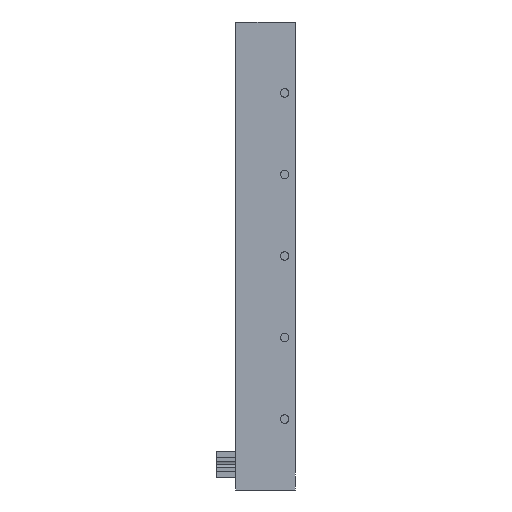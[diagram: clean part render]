
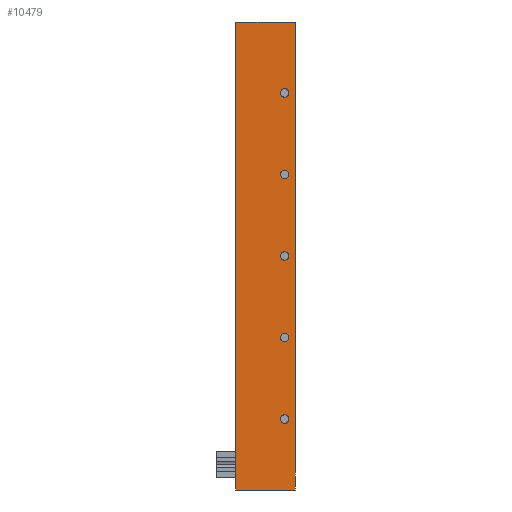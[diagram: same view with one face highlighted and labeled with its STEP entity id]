
A CAD part, left-side view. The second image highlights one B-rep face of the part: STEP entity #10479.
In plain terms, the highlighted planar face has unit normal (-1, 0, 0).
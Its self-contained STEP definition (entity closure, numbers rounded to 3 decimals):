
#88 = EDGE_CURVE ( 'NONE', #9069, #9630, #8015, .T. ) ;
#103 = CIRCLE ( 'NONE', #3688, 2. ) ;
#152 = CARTESIAN_POINT ( 'NONE',  ( -30.5, -5., -150.333 ) ) ;
#179 = AXIS2_PLACEMENT_3D ( 'NONE', #2639, #8055, #13992 ) ;
#416 = FACE_OUTER_BOUND ( 'NONE', #4877, .T. ) ;
#422 = ORIENTED_EDGE ( 'NONE', *, *, #88, .F. ) ;
#512 = AXIS2_PLACEMENT_3D ( 'NONE', #12309, #8921, #6578 ) ;
#759 = CARTESIAN_POINT ( 'NONE',  ( -30.5, 18., 0. ) ) ;
#858 = DIRECTION ( 'NONE',  ( -1., 0., 0. ) ) ;
#920 = EDGE_LOOP ( 'NONE', ( #14460, #1324 ) ) ;
#1139 = DIRECTION ( 'NONE',  ( -1., 0., 0. ) ) ;
#1224 = ORIENTED_EDGE ( 'NONE', *, *, #1741, .T. ) ;
#1281 = VECTOR ( 'NONE', #4515, 1000. ) ;
#1324 = ORIENTED_EDGE ( 'NONE', *, *, #10253, .F. ) ;
#1506 = CARTESIAN_POINT ( 'NONE',  ( -30.5, -5., -184.667 ) ) ;
#1535 = AXIS2_PLACEMENT_3D ( 'NONE', #14854, #858, #2200 ) ;
#1548 = DIRECTION ( 'NONE',  ( 0., 0., 1. ) ) ;
#1616 = ORIENTED_EDGE ( 'NONE', *, *, #9812, .F. ) ;
#1741 = EDGE_CURVE ( 'NONE', #8083, #12311, #13473, .T. ) ;
#1793 = EDGE_CURVE ( 'NONE', #13002, #11627, #103, .T. ) ;
#2105 = EDGE_CURVE ( 'NONE', #6857, #11601, #13545, .T. ) ;
#2200 = DIRECTION ( 'NONE',  ( 0., 0., 1. ) ) ;
#2252 = CARTESIAN_POINT ( 'NONE',  ( -30.5, -5., -69.667 ) ) ;
#2268 = ORIENTED_EDGE ( 'NONE', *, *, #12824, .T. ) ;
#2639 = CARTESIAN_POINT ( 'NONE',  ( -30.5, -5., -148.333 ) ) ;
#2759 = CARTESIAN_POINT ( 'NONE',  ( -30.5, 18., -220. ) ) ;
#3031 = CARTESIAN_POINT ( 'NONE',  ( -30.5, -5., -112. ) ) ;
#3071 = LINE ( 'NONE', #759, #7772 ) ;
#3498 = CARTESIAN_POINT ( 'NONE',  ( -30.5, 18., 0. ) ) ;
#3688 = AXIS2_PLACEMENT_3D ( 'NONE', #13401, #1139, #5481 ) ;
#3866 = DIRECTION ( 'NONE',  ( -1., 0., 0. ) ) ;
#3921 = AXIS2_PLACEMENT_3D ( 'NONE', #7882, #7807, #11047 ) ;
#3923 = FACE_BOUND ( 'NONE', #6340, .T. ) ;
#3962 = CIRCLE ( 'NONE', #10462, 2. ) ;
#4129 = EDGE_CURVE ( 'NONE', #5725, #8083, #9613, .T. ) ;
#4273 = CARTESIAN_POINT ( 'NONE',  ( -30.5, -5., -146.333 ) ) ;
#4287 = ORIENTED_EDGE ( 'NONE', *, *, #4129, .T. ) ;
#4288 = CARTESIAN_POINT ( 'NONE',  ( -30.5, -10., -220. ) ) ;
#4515 = DIRECTION ( 'NONE',  ( 0., 0., 1. ) ) ;
#4517 = DIRECTION ( 'NONE',  ( 0., 0., 1. ) ) ;
#4693 = CARTESIAN_POINT ( 'NONE',  ( -30.5, -5., -33.333 ) ) ;
#4709 = AXIS2_PLACEMENT_3D ( 'NONE', #6765, #14692, #12569 ) ;
#4740 = CIRCLE ( 'NONE', #7878, 2. ) ;
#4824 = DIRECTION ( 'NONE',  ( 0., -1., 0. ) ) ;
#4877 = EDGE_LOOP ( 'NONE', ( #1224, #5825, #2268, #4287 ) ) ;
#5206 = EDGE_CURVE ( 'NONE', #10456, #9023, #9553, .T. ) ;
#5210 = DIRECTION ( 'NONE',  ( -1., 0., 0. ) ) ;
#5225 = CARTESIAN_POINT ( 'NONE',  ( -30.5, 18., -220. ) ) ;
#5481 = DIRECTION ( 'NONE',  ( 0., 0., 1. ) ) ;
#5725 = VERTEX_POINT ( 'NONE', #5225 ) ;
#5825 = ORIENTED_EDGE ( 'NONE', *, *, #12119, .T. ) ;
#6011 = AXIS2_PLACEMENT_3D ( 'NONE', #7089, #13035, #4824 ) ;
#6061 = ORIENTED_EDGE ( 'NONE', *, *, #7293, .F. ) ;
#6162 = DIRECTION ( 'NONE',  ( 0., 0., -1. ) ) ;
#6284 = LINE ( 'NONE', #7269, #12796 ) ;
#6340 = EDGE_LOOP ( 'NONE', ( #10401, #6849 ) ) ;
#6549 = VERTEX_POINT ( 'NONE', #4273 ) ;
#6578 = DIRECTION ( 'NONE',  ( 0., 0., 1. ) ) ;
#6662 = DIRECTION ( 'NONE',  ( -1., 0., 0. ) ) ;
#6667 = ORIENTED_EDGE ( 'NONE', *, *, #2105, .F. ) ;
#6765 = CARTESIAN_POINT ( 'NONE',  ( -30.5, -5., -71.667 ) ) ;
#6849 = ORIENTED_EDGE ( 'NONE', *, *, #11490, .F. ) ;
#6857 = VERTEX_POINT ( 'NONE', #8181 ) ;
#6917 = CARTESIAN_POINT ( 'NONE',  ( -30.5, -5., -73.667 ) ) ;
#6941 = EDGE_LOOP ( 'NONE', ( #11834, #6667 ) ) ;
#7089 = CARTESIAN_POINT ( 'NONE',  ( -30.5, 0., 0. ) ) ;
#7223 = CIRCLE ( 'NONE', #11560, 2. ) ;
#7269 = CARTESIAN_POINT ( 'NONE',  ( -30.5, -10., 0. ) ) ;
#7293 = EDGE_CURVE ( 'NONE', #9630, #9069, #4740, .T. ) ;
#7338 = DIRECTION ( 'NONE',  ( 0., -1., 0. ) ) ;
#7601 = CIRCLE ( 'NONE', #179, 2. ) ;
#7772 = VECTOR ( 'NONE', #6162, 1000. ) ;
#7807 = DIRECTION ( 'NONE',  ( -1., 0., 0. ) ) ;
#7822 = EDGE_LOOP ( 'NONE', ( #13637, #1616 ) ) ;
#7878 = AXIS2_PLACEMENT_3D ( 'NONE', #4693, #3866, #1548 ) ;
#7882 = CARTESIAN_POINT ( 'NONE',  ( -30.5, -5., -186.667 ) ) ;
#8015 = CIRCLE ( 'NONE', #1535, 2. ) ;
#8055 = DIRECTION ( 'NONE',  ( -1., 0., 0. ) ) ;
#8083 = VERTEX_POINT ( 'NONE', #10980 ) ;
#8181 = CARTESIAN_POINT ( 'NONE',  ( -30.5, -5., -188.667 ) ) ;
#8287 = VERTEX_POINT ( 'NONE', #152 ) ;
#8921 = DIRECTION ( 'NONE',  ( -1., 0., 0. ) ) ;
#8928 = DIRECTION ( 'NONE',  ( 0., 0., 1. ) ) ;
#8968 = VECTOR ( 'NONE', #7338, 1000. ) ;
#9023 = VERTEX_POINT ( 'NONE', #3031 ) ;
#9069 = VERTEX_POINT ( 'NONE', #14560 ) ;
#9293 = AXIS2_PLACEMENT_3D ( 'NONE', #10246, #14837, #4517 ) ;
#9507 = FACE_BOUND ( 'NONE', #6941, .T. ) ;
#9553 = CIRCLE ( 'NONE', #9293, 2. ) ;
#9613 = LINE ( 'NONE', #2759, #8968 ) ;
#9630 = VERTEX_POINT ( 'NONE', #13831 ) ;
#9812 = EDGE_CURVE ( 'NONE', #9023, #10456, #13474, .T. ) ;
#10246 = CARTESIAN_POINT ( 'NONE',  ( -30.5, -5., -110. ) ) ;
#10253 = EDGE_CURVE ( 'NONE', #8287, #6549, #7223, .T. ) ;
#10401 = ORIENTED_EDGE ( 'NONE', *, *, #1793, .F. ) ;
#10456 = VERTEX_POINT ( 'NONE', #14095 ) ;
#10462 = AXIS2_PLACEMENT_3D ( 'NONE', #13745, #6662, #8928 ) ;
#10479 = ADVANCED_FACE ( 'NONE', ( #9507, #13115, #3923, #12968, #12892, #416 ), #14172, .T. ) ;
#10752 = DIRECTION ( 'NONE',  ( 0., 1., 0. ) ) ;
#10980 = CARTESIAN_POINT ( 'NONE',  ( -30.5, -10., -220. ) ) ;
#11047 = DIRECTION ( 'NONE',  ( 0., 0., 1. ) ) ;
#11230 = VERTEX_POINT ( 'NONE', #3498 ) ;
#11490 = EDGE_CURVE ( 'NONE', #11627, #13002, #14832, .T. ) ;
#11560 = AXIS2_PLACEMENT_3D ( 'NONE', #14717, #5210, #12222 ) ;
#11601 = VERTEX_POINT ( 'NONE', #1506 ) ;
#11621 = EDGE_CURVE ( 'NONE', #6549, #8287, #7601, .T. ) ;
#11627 = VERTEX_POINT ( 'NONE', #6917 ) ;
#11834 = ORIENTED_EDGE ( 'NONE', *, *, #14513, .F. ) ;
#12119 = EDGE_CURVE ( 'NONE', #12311, #11230, #6284, .T. ) ;
#12222 = DIRECTION ( 'NONE',  ( 0., 0., 1. ) ) ;
#12309 = CARTESIAN_POINT ( 'NONE',  ( -30.5, -5., -110. ) ) ;
#12310 = CARTESIAN_POINT ( 'NONE',  ( -30.5, -10., 0. ) ) ;
#12311 = VERTEX_POINT ( 'NONE', #12310 ) ;
#12569 = DIRECTION ( 'NONE',  ( 0., 0., 1. ) ) ;
#12796 = VECTOR ( 'NONE', #10752, 1000. ) ;
#12824 = EDGE_CURVE ( 'NONE', #11230, #5725, #3071, .T. ) ;
#12892 = FACE_BOUND ( 'NONE', #13119, .T. ) ;
#12968 = FACE_BOUND ( 'NONE', #7822, .T. ) ;
#13002 = VERTEX_POINT ( 'NONE', #2252 ) ;
#13035 = DIRECTION ( 'NONE',  ( -1., 0., 0. ) ) ;
#13115 = FACE_BOUND ( 'NONE', #920, .T. ) ;
#13119 = EDGE_LOOP ( 'NONE', ( #6061, #422 ) ) ;
#13401 = CARTESIAN_POINT ( 'NONE',  ( -30.5, -5., -71.667 ) ) ;
#13473 = LINE ( 'NONE', #4288, #1281 ) ;
#13474 = CIRCLE ( 'NONE', #512, 2. ) ;
#13545 = CIRCLE ( 'NONE', #3921, 2. ) ;
#13637 = ORIENTED_EDGE ( 'NONE', *, *, #5206, .F. ) ;
#13745 = CARTESIAN_POINT ( 'NONE',  ( -30.5, -5., -186.667 ) ) ;
#13831 = CARTESIAN_POINT ( 'NONE',  ( -30.5, -5., -31.333 ) ) ;
#13992 = DIRECTION ( 'NONE',  ( 0., 0., 1. ) ) ;
#14095 = CARTESIAN_POINT ( 'NONE',  ( -30.5, -5., -108. ) ) ;
#14172 = PLANE ( 'NONE',  #6011 ) ;
#14460 = ORIENTED_EDGE ( 'NONE', *, *, #11621, .F. ) ;
#14513 = EDGE_CURVE ( 'NONE', #11601, #6857, #3962, .T. ) ;
#14560 = CARTESIAN_POINT ( 'NONE',  ( -30.5, -5., -35.333 ) ) ;
#14692 = DIRECTION ( 'NONE',  ( -1., 0., 0. ) ) ;
#14717 = CARTESIAN_POINT ( 'NONE',  ( -30.5, -5., -148.333 ) ) ;
#14832 = CIRCLE ( 'NONE', #4709, 2. ) ;
#14837 = DIRECTION ( 'NONE',  ( -1., 0., 0. ) ) ;
#14854 = CARTESIAN_POINT ( 'NONE',  ( -30.5, -5., -33.333 ) ) ;
